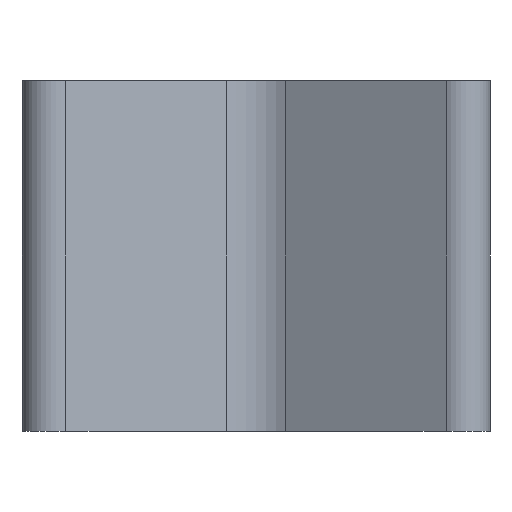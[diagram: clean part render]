
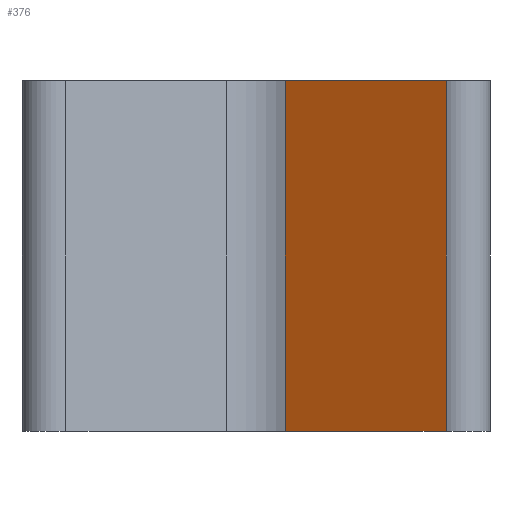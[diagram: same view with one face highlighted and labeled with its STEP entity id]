
A CAD part, front view. The second image highlights one B-rep face of the part: STEP entity #376.
In plain terms, the highlighted planar face has unit normal (-0.5, -0.866, 0).
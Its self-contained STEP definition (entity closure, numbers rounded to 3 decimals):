
#21=PLANE('',#412);
#34=FACE_OUTER_BOUND('',#54,.T.);
#54=EDGE_LOOP('',(#263,#264,#265,#266));
#77=LINE('',#563,#115);
#79=LINE('',#569,#117);
#80=LINE('',#571,#118);
#81=LINE('',#572,#119);
#115=VECTOR('',#451,10.);
#117=VECTOR('',#457,10.);
#118=VECTOR('',#458,10.);
#119=VECTOR('',#459,10.);
#170=VERTEX_POINT('',#560);
#171=VERTEX_POINT('',#562);
#173=VERTEX_POINT('',#568);
#174=VERTEX_POINT('',#570);
#206=EDGE_CURVE('',#170,#171,#77,.T.);
#209=EDGE_CURVE('',#173,#170,#79,.T.);
#210=EDGE_CURVE('',#173,#174,#80,.T.);
#211=EDGE_CURVE('',#174,#171,#81,.T.);
#263=ORIENTED_EDGE('',*,*,#206,.F.);
#264=ORIENTED_EDGE('',*,*,#209,.F.);
#265=ORIENTED_EDGE('',*,*,#210,.T.);
#266=ORIENTED_EDGE('',*,*,#211,.T.);
#376=ADVANCED_FACE('',(#34),#21,.F.);
#412=AXIS2_PLACEMENT_3D('',#567,#455,#456);
#451=DIRECTION('',(0.,0.,1.));
#455=DIRECTION('center_axis',(0.5,0.866,0.));
#456=DIRECTION('ref_axis',(-0.866,0.5,0.));
#457=DIRECTION('',(-0.866,0.5,0.));
#458=DIRECTION('',(0.,0.,1.));
#459=DIRECTION('',(-0.866,0.5,0.));
#560=CARTESIAN_POINT('',(0.5,-16.588,0.));
#562=CARTESIAN_POINT('',(0.5,-16.588,6.));
#563=CARTESIAN_POINT('',(0.5,-16.588,0.));
#567=CARTESIAN_POINT('Origin',(3.25,-18.176,0.));
#568=CARTESIAN_POINT('',(3.25,-18.176,0.));
#569=CARTESIAN_POINT('',(67.09,-55.034,0.));
#570=CARTESIAN_POINT('',(3.25,-18.176,6.));
#571=CARTESIAN_POINT('',(3.25,-18.176,0.));
#572=CARTESIAN_POINT('',(67.09,-55.034,6.));
